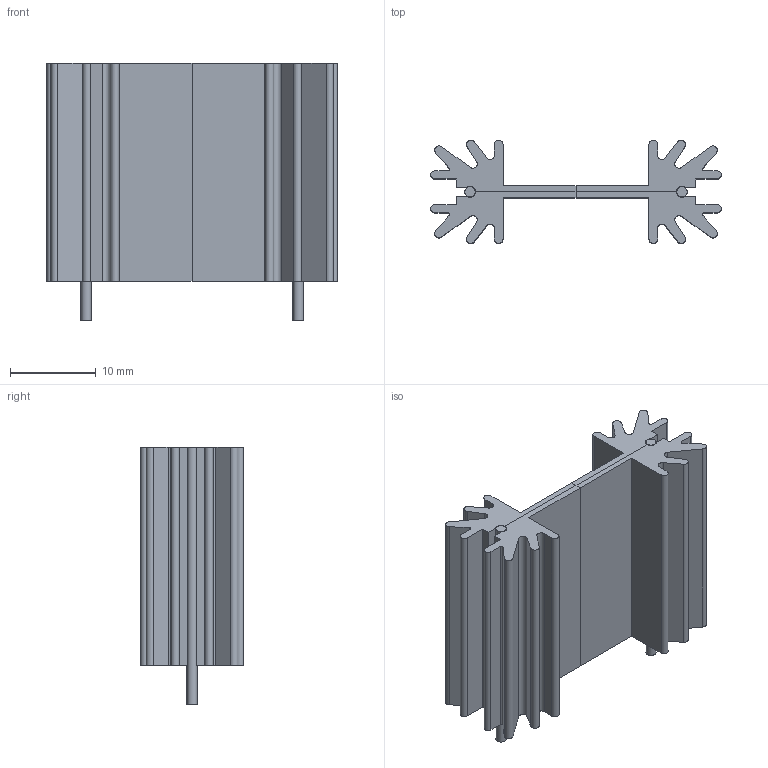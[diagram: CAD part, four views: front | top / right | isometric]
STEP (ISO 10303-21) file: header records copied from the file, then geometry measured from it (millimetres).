
FILE_DESCRIPTION(('FreeCAD Model'),'2;1');
FILE_NAME('Fusion.step','2020-03-20T22:09:24',('kicad StepUp'),('ksu MCAD'), 'Open CASCADE STEP processor 7.3','FreeCAD','Unknown');
FILE_SCHEMA(('AUTOMOTIVE_DESIGN { 1 0 10303 214 1 1 1 1 }'));
Length unit declared in the file: millimetre
Products named in the file (1): Fusion
Bounding box: 33.85 x 12 x 30 mm (x, y, z)
Volume: 3683.4 mm3; surface area: 4801.3 mm2
Topology: 3 solids, 3 shells, 90 faces, 242 edges, 158 vertices
Faces by surface type: plane 56, cylinder 34
Full cylindrical faces by diameter (mm): 1.2 x2
Entity records: 6692 total; most frequent: CARTESIAN_POINT 1169, DIRECTION 942, LINE 588, VECTOR 588, ORIENTED_EDGE 484, PCURVE 484, DEFINITIONAL_REPRESENTATION 484, EDGE_CURVE 242
